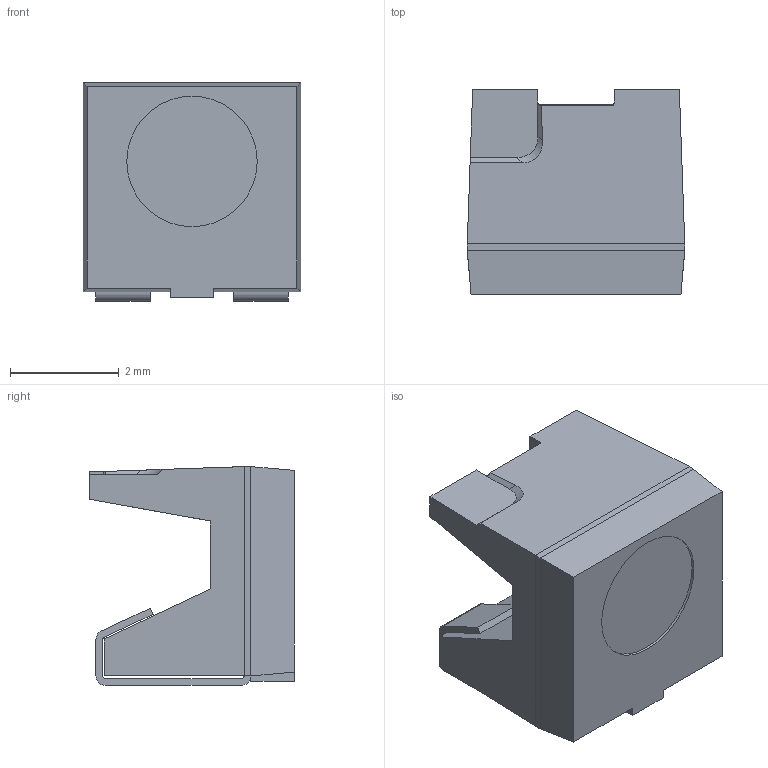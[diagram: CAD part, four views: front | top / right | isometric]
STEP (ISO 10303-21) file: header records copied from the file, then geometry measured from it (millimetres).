
FILE_DESCRIPTION (( 'STEP AP214' ), '1' );
FILE_NAME ('User Library-LED OSRAM sideled.STEP', '2013-07-02T07:19:57', ( 'Windows User' ), ( '' ), 'SwSTEP 2.0', 'SolidWorks 2013', '' );
FILE_SCHEMA (( 'AUTOMOTIVE_DESIGN' ));
Length unit declared in the file: millimetre
Products named in the file (1): User Library-LED OSRAM sideled
Bounding box: 4 x 3.77 x 4.03 mm (x, y, z)
Volume: 38.9 mm3; surface area: 110.1 mm2
Topology: 1 solids, 1 shells, 68 faces, 182 edges, 117 vertices
Faces by surface type: plane 51, cylinder 16, bspline 1
Entity records: 2904 total; most frequent: CARTESIAN_POINT 424, ORIENTED_EDGE 364, DIRECTION 338, EDGE_CURVE 182, LINE 146, VECTOR 146, VERTEX_POINT 117, AXIS2_PLACEMENT_3D 96
